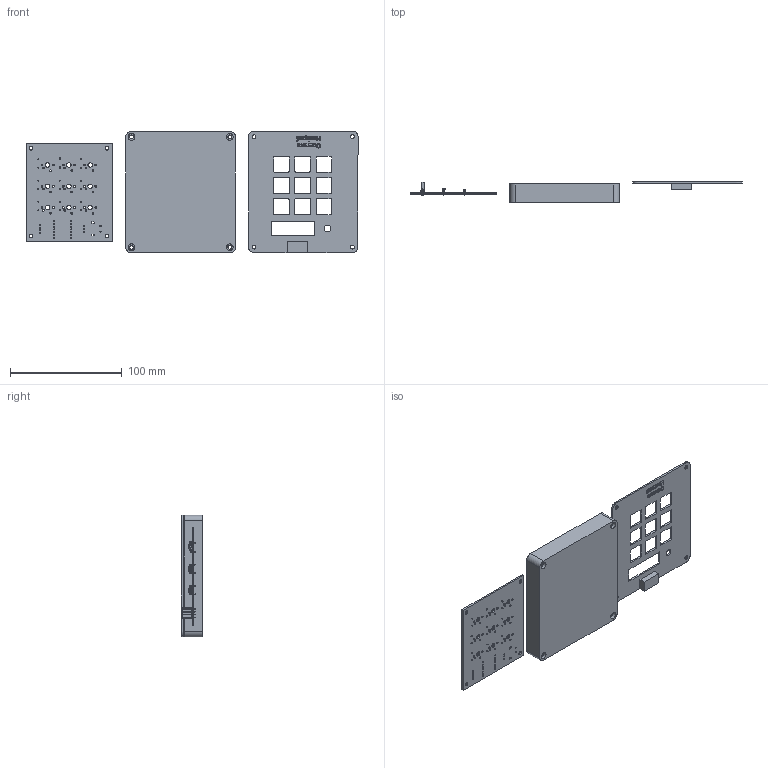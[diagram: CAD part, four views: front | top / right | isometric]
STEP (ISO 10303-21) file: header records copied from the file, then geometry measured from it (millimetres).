
FILE_DESCRIPTION(/* description */ (''),/* implementation_level */ '2;1');
FILE_NAME(/* name */ 'Macropadv2 complete case.step',/* time_stamp */ '2025-12-23T10:15:51-05:00',/* author */ (''),/* organization */ (''),/* preprocessor_version */ 'ST-DEVELOPER v20.1',/* originating_system */ 'Autodesk Translation Framework v14.21.0.0',/* authorisation */ '');
FILE_SCHEMA (('AUTOMOTIVE_DESIGN { 1 0 10303 214 3 1 1 }'));
Length unit declared in the file: millimetre
Products named in the file (7): 2025-12-22-18-56-06-627; 2025-12-23-00-06-00-468; 2025-12-23-00-06-00-469; 2025-12-23-00-06-00-471; 2025-12-23-00-06-00-470; 2025-12-23-01-08-44-257; 2025-12-23-01-08-39-582
Assembly tree (14 placements, depth 3):
  2025-12-22-18-56-06-627
    2025-12-23-00-06-00-468
      2025-12-23-00-06-00-469
      2025-12-23-00-06-00-470  x9
      2025-12-23-00-06-00-471
    2025-12-23-01-08-44-257
    2025-12-23-01-08-39-582
Bounding box: 297.48 x 18.84 x 109.05 mm (x, y, z)
Volume: 103415.7 mm3; surface area: 67286.5 mm2
Topology: 22 solids, 22 shells, 823 faces, 2129 edges, 1408 vertices
Faces by surface type: plane 344, bspline 230, cylinder 213, torus 36
Full cylindrical faces by diameter (mm): 0.5 x27, 0.8 x18, 0.889 x14, 1 x9, 1.5 x18, 1.7 x18, 2 x18, 2.02 x9, 2.8 x4, 3.2 x4, 3.4 x8, 4 x9, 6 x9
Entity records: 25062 total; most frequent: CARTESIAN_POINT 7795, ORIENTED_EDGE 3810, DIRECTION 2757, EDGE_CURVE 1905, VERTEX_POINT 1264, LINE 1105, VECTOR 1105, EDGE_LOOP 959
